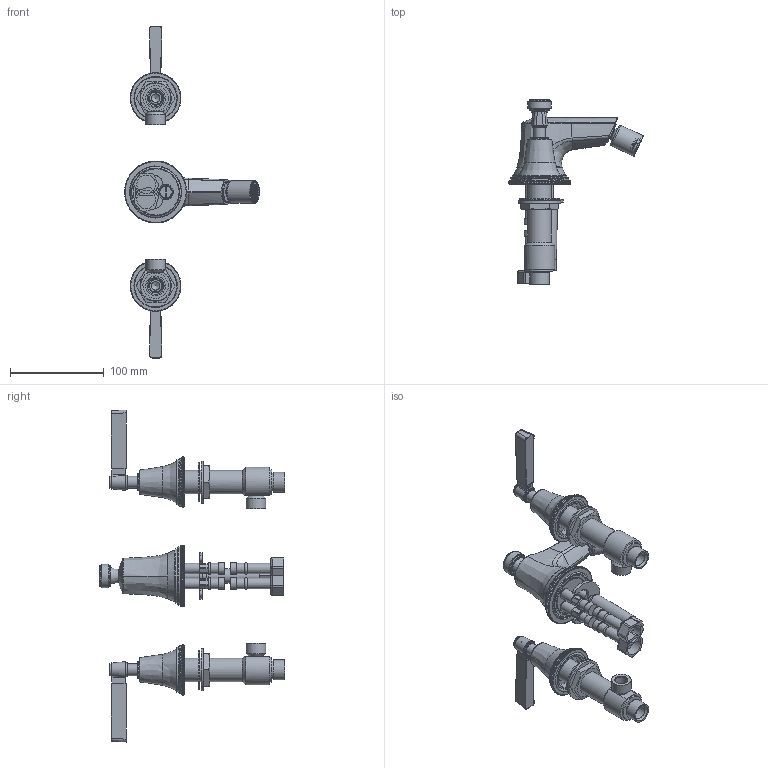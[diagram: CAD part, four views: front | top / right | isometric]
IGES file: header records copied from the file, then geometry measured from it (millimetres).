
Global section: file name: V6KA13-M-NP; native system: Autodesk Inventor 2018; preprocessor: unknown; author: aduggalther; date: 20180912.122309; units: millimetre
Bounding box: 143.57 x 197.5 x 353.8 mm (x, y, z)
Volume: 412428.6 mm3; surface area: 169768.3 mm2
Topology: 49 solids, 53 shells, 4456 faces, 11687 edges, 7612 vertices
Faces by surface type: bspline 4456
